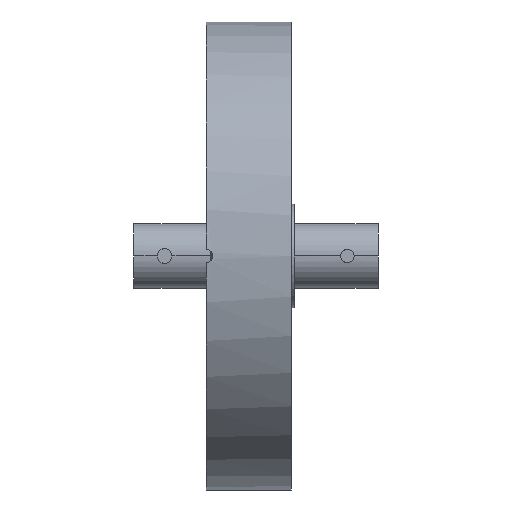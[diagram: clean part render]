
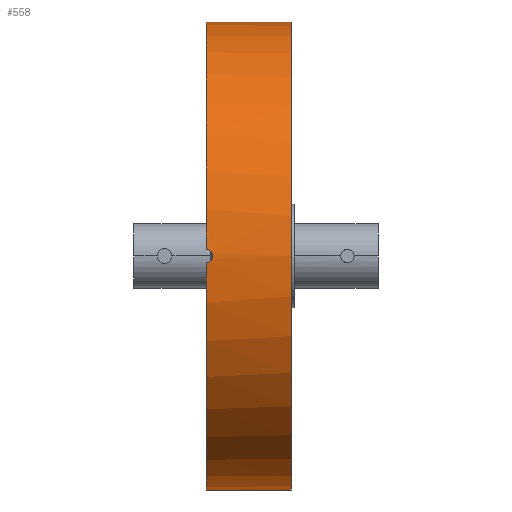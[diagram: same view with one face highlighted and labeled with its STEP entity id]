
A CAD part, left-side view. The second image highlights one B-rep face of the part: STEP entity #558.
In plain terms, the highlighted cylindrical face has radius 34.95 mm (diameter 69.9 mm), a partial arc.
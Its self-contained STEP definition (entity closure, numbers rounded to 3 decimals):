
#37 = CIRCLE ( 'NONE', #2153, 34.95 ) ;
#176 = EDGE_CURVE ( 'NONE', #1624, #2207, #697, .T. ) ;
#215 = CARTESIAN_POINT ( 'NONE',  ( -34.95, -1., 0.131 ) ) ;
#245 = CARTESIAN_POINT ( 'NONE',  ( 0., -12.7, 34.95 ) ) ;
#278 = CYLINDRICAL_SURFACE ( 'NONE', #2016, 34.95 ) ;
#320 = DIRECTION ( 'NONE',  ( 0., 1., 0. ) ) ;
#325 = DIRECTION ( 'NONE',  ( 0., 1., 0. ) ) ;
#375 = DIRECTION ( 'NONE',  ( 0., 1., 0. ) ) ;
#396 = CIRCLE ( 'NONE', #739, 34.95 ) ;
#487 = CARTESIAN_POINT ( 'NONE',  ( -34.936, -0.264, -1. ) ) ;
#537 = DIRECTION ( 'NONE',  ( 0., 0., 1. ) ) ;
#544 = DIRECTION ( 'NONE',  ( 0., 1., 0. ) ) ;
#558 = ADVANCED_FACE ( 'NONE', ( #1937 ), #278, .T. ) ;
#559 = ORIENTED_EDGE ( 'NONE', *, *, #2286, .T. ) ;
#576 = VERTEX_POINT ( 'NONE', #1459 ) ;
#606 = CARTESIAN_POINT ( 'NONE',  ( 0., -12.7, 0. ) ) ;
#697 = LINE ( 'NONE', #245, #2860 ) ;
#724 = CARTESIAN_POINT ( 'NONE',  ( -34.939, -0.521, -0.893 ) ) ;
#739 = AXIS2_PLACEMENT_3D ( 'NONE', #2958, #320, #814 ) ;
#752 = EDGE_CURVE ( 'NONE', #1332, #2207, #37, .T. ) ;
#756 = CARTESIAN_POINT ( 'NONE',  ( -34.945, -0.799, 0.615 ) ) ;
#763 = EDGE_LOOP ( 'NONE', ( #2791, #820, #2059, #2075, #559, #941 ) ) ;
#775 = CIRCLE ( 'NONE', #1455, 34.95 ) ;
#814 = DIRECTION ( 'NONE',  ( 0., 0., 1. ) ) ;
#820 = ORIENTED_EDGE ( 'NONE', *, *, #2464, .T. ) ;
#893 = EDGE_CURVE ( 'NONE', #2457, #2291, #396, .T. ) ;
#925 = CARTESIAN_POINT ( 'NONE',  ( -34.936, 0., -1. ) ) ;
#941 = ORIENTED_EDGE ( 'NONE', *, *, #893, .F. ) ;
#953 = CARTESIAN_POINT ( 'NONE',  ( -34.936, 0., 1. ) ) ;
#982 = CARTESIAN_POINT ( 'NONE',  ( -34.936, -0.132, 1. ) ) ;
#983 = DIRECTION ( 'NONE',  ( 0., 0., 1. ) ) ;
#1144 = CARTESIAN_POINT ( 'NONE',  ( -34.949, -0.974, -0.261 ) ) ;
#1240 = DIRECTION ( 'NONE',  ( 0., 1., 0. ) ) ;
#1306 = DIRECTION ( 'NONE',  ( 0., 0., 1. ) ) ;
#1332 = VERTEX_POINT ( 'NONE', #2430 ) ;
#1400 = DIRECTION ( 'NONE',  ( 0., 1., 0. ) ) ;
#1427 = CARTESIAN_POINT ( 'NONE',  ( 0., 0., 34.95 ) ) ;
#1455 = AXIS2_PLACEMENT_3D ( 'NONE', #606, #375, #1306 ) ;
#1459 = CARTESIAN_POINT ( 'NONE',  ( 0., -12.7, -34.95 ) ) ;
#1475 = CARTESIAN_POINT ( 'NONE',  ( 0., -12.7, 0. ) ) ;
#1624 = VERTEX_POINT ( 'NONE', #2411 ) ;
#1630 = CARTESIAN_POINT ( 'NONE',  ( -34.941, -0.615, 0.799 ) ) ;
#1640 = CARTESIAN_POINT ( 'NONE',  ( -34.939, -0.504, 0.874 ) ) ;
#1661 = LINE ( 'NONE', #3033, #2926 ) ;
#1688 = CARTESIAN_POINT ( 'NONE',  ( -34.949, -0.974, 0.263 ) ) ;
#1890 = CARTESIAN_POINT ( 'NONE',  ( -34.95, -1., -0.13 ) ) ;
#1935 = CARTESIAN_POINT ( 'NONE',  ( -34.936, 0., -1. ) ) ;
#1937 = FACE_OUTER_BOUND ( 'NONE', #763, .T. ) ;
#2016 = AXIS2_PLACEMENT_3D ( 'NONE', #1475, #325, #983 ) ;
#2059 = ORIENTED_EDGE ( 'NONE', *, *, #176, .T. ) ;
#2075 = ORIENTED_EDGE ( 'NONE', *, *, #752, .F. ) ;
#2115 = CARTESIAN_POINT ( 'NONE',  ( -34.947, -0.874, 0.503 ) ) ;
#2153 = AXIS2_PLACEMENT_3D ( 'NONE', #2387, #1240, #537 ) ;
#2161 = CARTESIAN_POINT ( 'NONE',  ( 0., 0., -34.95 ) ) ;
#2207 = VERTEX_POINT ( 'NONE', #1427 ) ;
#2241 = EDGE_CURVE ( 'NONE', #576, #2457, #1661, .T. ) ;
#2286 = EDGE_CURVE ( 'NONE', #1332, #2291, #2903, .T. ) ;
#2291 = VERTEX_POINT ( 'NONE', #1935 ) ;
#2387 = CARTESIAN_POINT ( 'NONE',  ( 0., 0., 0. ) ) ;
#2411 = CARTESIAN_POINT ( 'NONE',  ( 0., -12.7, 34.95 ) ) ;
#2430 = CARTESIAN_POINT ( 'NONE',  ( -34.936, 0., 1. ) ) ;
#2457 = VERTEX_POINT ( 'NONE', #2161 ) ;
#2464 = EDGE_CURVE ( 'NONE', #576, #1624, #775, .T. ) ;
#2791 = ORIENTED_EDGE ( 'NONE', *, *, #2241, .F. ) ;
#2812 = CARTESIAN_POINT ( 'NONE',  ( -34.945, -0.801, -0.613 ) ) ;
#2846 = CARTESIAN_POINT ( 'NONE',  ( -34.936, -0.262, 0.974 ) ) ;
#2860 = VECTOR ( 'NONE', #544, 1000. ) ;
#2903 = B_SPLINE_CURVE_WITH_KNOTS ( 'NONE', 3,
 ( #953, #982, #2846, #1640, #1630, #756, #2115, #1688, #215, #1890, #1144, #3014, #2812, #724, #487, #925 ),
 .UNSPECIFIED., .F., .F.,
 ( 4, 2, 2, 2, 2, 2, 2, 4 ),
 ( 0., 0., 0.001, 0.001, 0.002, 0.002, 0.002, 0.003 ),
 .UNSPECIFIED. ) ;
#2926 = VECTOR ( 'NONE', #1400, 1000. ) ;
#2958 = CARTESIAN_POINT ( 'NONE',  ( 0., 0., 0. ) ) ;
#3014 = CARTESIAN_POINT ( 'NONE',  ( -34.947, -0.874, -0.503 ) ) ;
#3033 = CARTESIAN_POINT ( 'NONE',  ( 0., -12.7, -34.95 ) ) ;
